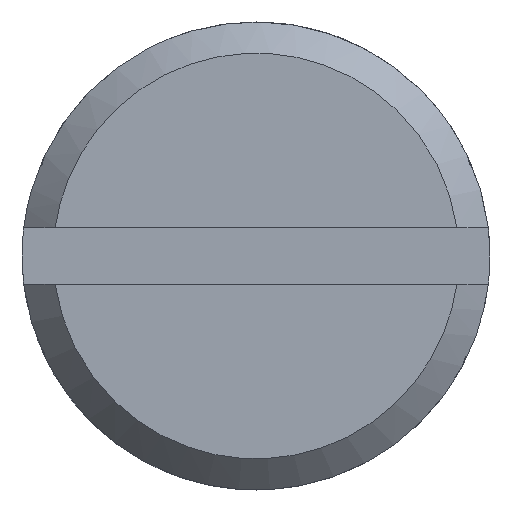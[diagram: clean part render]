
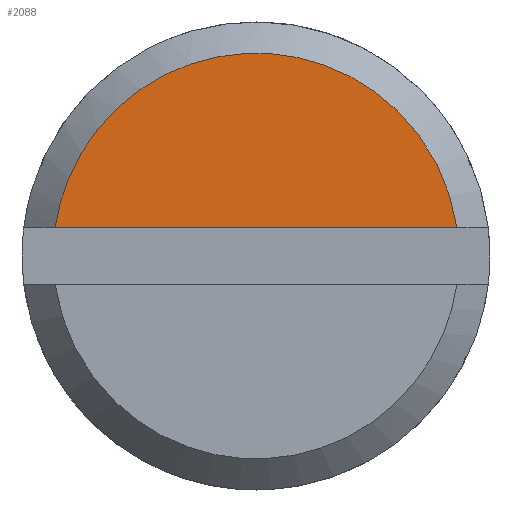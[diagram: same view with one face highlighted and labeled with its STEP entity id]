
A CAD part, front view. The second image highlights one B-rep face of the part: STEP entity #2088.
In plain terms, the highlighted free-form (B-spline) face has degree [1, 1] with [2, 2] control points.
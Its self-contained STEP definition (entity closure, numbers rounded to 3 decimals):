
#1859=CARTESIAN_POINT('',(0.0,-6.437,0.9));
#1860=VERTEX_POINT('',#1859);
#1868=CARTESIAN_POINT('',(0.0,6.437,0.9));
#1869=VERTEX_POINT('',#1868);
#1870=CARTESIAN_POINT('',(0.0,6.437,0.9));
#1871=CARTESIAN_POINT('',(0.0,-6.437,0.9));
#1872=QUASI_UNIFORM_CURVE('',1,(#1870,#1871),.UNSPECIFIED.,.F.,.U.);
#1873=EDGE_CURVE('',#1869,#1860,#1872,.T.);
#2017=CARTESIAN_POINT('',(0.0,-6.437,0.9));
#2018=CARTESIAN_POINT('',(0.0,-5.654,6.5));
#2019=CARTESIAN_POINT('',(0.0,0.0,6.5));
#2020=CARTESIAN_POINT('',(0.0,5.654,6.5));
#2021=CARTESIAN_POINT('',(0.0,6.437,0.9));
#2029=(BOUNDED_CURVE()B_SPLINE_CURVE(2,(#2017,#2018,#2019,#2020,#2021),.UNSPECIFIED.,.F.,.U.)B_SPLINE_CURVE_WITH_KNOTS((3,2,3),(0.0,0.5,1.0),.UNSPECIFIED.)CURVE()GEOMETRIC_REPRESENTATION_ITEM()RATIONAL_B_SPLINE_CURVE((1.0,0.754,1.0,0.754,1.0))REPRESENTATION_ITEM(''));
#2030=EDGE_CURVE('',#1860,#1869,#2029,.T.);
#2079=CARTESIAN_POINT('',(0.0,-7.08,0.62));
#2080=CARTESIAN_POINT('',(0.0,-7.08,6.78));
#2081=CARTESIAN_POINT('',(0.0,7.08,0.62));
#2082=CARTESIAN_POINT('',(0.0,7.08,6.78));
#2083=B_SPLINE_SURFACE_WITH_KNOTS('',1,1,((#2079,#2081),(#2080,#2082)),.UNSPECIFIED.,.F.,.F.,.U.,(2,2),(2,2),(0.0,6.159),(0.0,14.161),.UNSPECIFIED.);
#2084=ORIENTED_EDGE('',*,*,#2030,.T.);
#2085=ORIENTED_EDGE('',*,*,#1873,.T.);
#2086=EDGE_LOOP('',(#2084,#2085));
#2087=FACE_OUTER_BOUND('',#2086,.T.);
#2088=ADVANCED_FACE('',(#2087),#2083,.T.);
